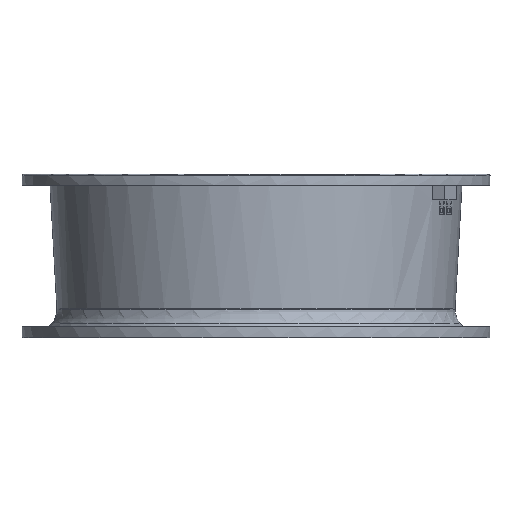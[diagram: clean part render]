
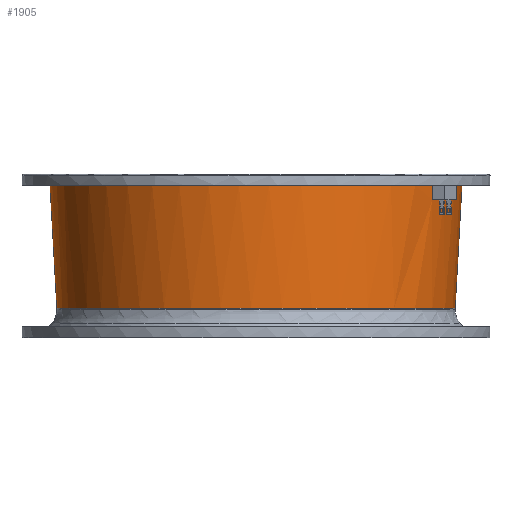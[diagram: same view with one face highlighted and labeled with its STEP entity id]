
A CAD part, front view. The second image highlights one B-rep face of the part: STEP entity #1905.
In plain terms, the highlighted free-form (B-spline) face has degree [1, 3] with [2, 4] control points.
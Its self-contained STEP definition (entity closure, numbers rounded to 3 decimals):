
#218 = ORIENTED_EDGE ( 'NONE', *, *, #1165, .F. ) ;
#312 = CARTESIAN_POINT ( 'NONE',  ( -26.276, -70.548, 107.856 ) ) ;
#541 = VERTEX_POINT ( 'NONE', #8222 ) ;
#588 = CARTESIAN_POINT ( 'NONE',  ( -16.128, -17.381, 49.088 ) ) ;
#756 = EDGE_CURVE ( 'NONE', #3458, #4110, #8193, .T. ) ;
#928 = LINE ( 'NONE', #6117, #2143 ) ;
#1165 = EDGE_CURVE ( 'NONE', #4110, #10866, #4021, .T. ) ;
#1232 = CARTESIAN_POINT ( 'NONE',  ( -22.467, -62.622, 107.856 ) ) ;
#1502 = B_SPLINE_CURVE_WITH_KNOTS ( 'NONE', 3,
 ( #7237, #312, #9792, #1232 ),
 .UNSPECIFIED., .F., .F.,
 ( 4, 4 ),
 ( 0., 1. ),
 .UNSPECIFIED. ) ;
#1514 = EDGE_CURVE ( 'NONE', #7627, #3458, #8900, .T. ) ;
#1905 = ADVANCED_FACE ( 'NONE', ( #9523 ), #5197, .F. ) ;
#2143 = VECTOR ( 'NONE', #6966, 1000. ) ;
#2180 = CARTESIAN_POINT ( 'NONE',  ( -232.309, -17.381, 49.088 ) ) ;
#2534 = CARTESIAN_POINT ( 'NONE',  ( -12.418, -33.087, 115.856 ) ) ;
#2835 =( BOUNDED_CURVE ( )  B_SPLINE_CURVE ( 3, ( #10698, #9015, #3868, #3027 ),
 .UNSPECIFIED., .F., .F. ) 
 B_SPLINE_CURVE_WITH_KNOTS ( ( 4, 4 ),
 ( -2.605, 0. ),
 .UNSPECIFIED. ) 
 CURVE ( )  GEOMETRIC_REPRESENTATION_ITEM ( )  RATIONAL_B_SPLINE_CURVE ( ( 1., 0.51, 0.51, 1. ) ) 
 REPRESENTATION_ITEM ( '' )  );
#2852 = CARTESIAN_POINT ( 'NONE',  ( -232.309, -233.562, 49.088 ) ) ;
#3027 = CARTESIAN_POINT ( 'NONE',  ( -236.018, -17.381, 115.856 ) ) ;
#3317 = ORIENTED_EDGE ( 'NONE', *, *, #6534, .F. ) ;
#3458 = VERTEX_POINT ( 'NONE', #4532 ) ;
#3685 = CARTESIAN_POINT ( 'NONE',  ( -16.128, -17.381, 49.088 ) ) ;
#3723 = ORIENTED_EDGE ( 'NONE', *, *, #1514, .F. ) ;
#3868 = CARTESIAN_POINT ( 'NONE',  ( -236.018, -158.278, 115.856 ) ) ;
#4001 = ORIENTED_EDGE ( 'NONE', *, *, #756, .F. ) ;
#4021 = B_SPLINE_CURVE_WITH_KNOTS ( 'NONE', 1,
 ( #9670, #9572 ),
 .UNSPECIFIED., .F., .F.,
 ( 2, 2 ),
 ( -1., 0. ),
 .UNSPECIFIED. ) ;
#4110 = VERTEX_POINT ( 'NONE', #2180 ) ;
#4295 = CARTESIAN_POINT ( 'NONE',  ( -12.418, -17.381, 115.856 ) ) ;
#4367 = ORIENTED_EDGE ( 'NONE', *, *, #9211, .F. ) ;
#4532 = CARTESIAN_POINT ( 'NONE',  ( -16.128, -17.381, 49.088 ) ) ;
#4571 = CARTESIAN_POINT ( 'NONE',  ( -232.309, -17.381, 49.088 ) ) ;
#4687 = CARTESIAN_POINT ( 'NONE',  ( -22.467, -62.622, 107.856 ) ) ;
#4714 = CARTESIAN_POINT ( 'NONE',  ( -28.528, -74.331, 107.856 ) ) ;
#4783 = LINE ( 'NONE', #6724, #10382 ) ;
#4958 = CARTESIAN_POINT ( 'NONE',  ( -22.061, -62.803, 115.856 ) ) ;
#5197 =( BOUNDED_SURFACE ( )  B_SPLINE_SURFACE ( 1, 3, ( 
 ( #5576, #8132, #5799, #588 ),
 ( #6651, #8503, #7733, #4295 ) ),
 .UNSPECIFIED., .F., .F., .F. ) 
 B_SPLINE_SURFACE_WITH_KNOTS ( ( 2, 2 ),
 ( 4, 4 ),
 ( 0., 1. ),
 ( 0., 1. ),
 .UNSPECIFIED. ) 
 GEOMETRIC_REPRESENTATION_ITEM ( )  RATIONAL_B_SPLINE_SURFACE ( (
 ( 1., 0.333, 0.333, 1.),
 ( 1., 0.333, 0.333, 1.) ) ) 
 REPRESENTATION_ITEM ( '' )  SURFACE ( )  );
#5213 = EDGE_CURVE ( 'NONE', #8926, #7052, #4783, .T. ) ;
#5465 = EDGE_CURVE ( 'NONE', #541, #10866, #2835, .T. ) ;
#5506 = CARTESIAN_POINT ( 'NONE',  ( -16.128, -233.562, 49.088 ) ) ;
#5576 = CARTESIAN_POINT ( 'NONE',  ( -232.309, -17.381, 49.088 ) ) ;
#5745 =( BOUNDED_CURVE ( )  B_SPLINE_CURVE ( 3, ( #10355, #2534, #8590, #11088 ),
 .UNSPECIFIED., .F., .F. ) 
 B_SPLINE_CURVE_WITH_KNOTS ( ( 4, 4 ),
 ( -0.418, 0. ),
 .UNSPECIFIED. ) 
 CURVE ( )  GEOMETRIC_REPRESENTATION_ITEM ( )  RATIONAL_B_SPLINE_CURVE ( ( 1., 0.985, 0.985, 1. ) ) 
 REPRESENTATION_ITEM ( '' )  );
#5799 = CARTESIAN_POINT ( 'NONE',  ( -16.128, -233.562, 49.088 ) ) ;
#6117 = CARTESIAN_POINT ( 'NONE',  ( -28.132, -74.535, 115.856 ) ) ;
#6187 = ORIENTED_EDGE ( 'NONE', *, *, #5213, .T. ) ;
#6389 = CARTESIAN_POINT ( 'NONE',  ( -12.418, -17.381, 115.856 ) ) ;
#6454 = ORIENTED_EDGE ( 'NONE', *, *, #5465, .T. ) ;
#6534 = EDGE_CURVE ( 'NONE', #10238, #7052, #1502, .T. ) ;
#6651 = CARTESIAN_POINT ( 'NONE',  ( -236.018, -17.381, 115.856 ) ) ;
#6724 = CARTESIAN_POINT ( 'NONE',  ( -22.467, -62.622, 107.856 ) ) ;
#6942 = ORIENTED_EDGE ( 'NONE', *, *, #9546, .T. ) ;
#6966 = DIRECTION ( 'NONE',  ( -0.049, 0.025, -0.998 ) ) ;
#7037 = CARTESIAN_POINT ( 'NONE',  ( -12.418, -17.381, 115.856 ) ) ;
#7052 = VERTEX_POINT ( 'NONE', #4687 ) ;
#7220 = CARTESIAN_POINT ( 'NONE',  ( -236.018, -17.381, 115.856 ) ) ;
#7237 = CARTESIAN_POINT ( 'NONE',  ( -28.528, -74.331, 107.856 ) ) ;
#7590 = DIRECTION ( 'NONE',  ( -0.051, 0.023, -0.998 ) ) ;
#7627 = VERTEX_POINT ( 'NONE', #6389 ) ;
#7712 = CARTESIAN_POINT ( 'NONE',  ( -16.128, -17.381, 49.088 ) ) ;
#7733 = CARTESIAN_POINT ( 'NONE',  ( -12.418, -240.981, 115.856 ) ) ;
#8132 = CARTESIAN_POINT ( 'NONE',  ( -232.309, -233.562, 49.088 ) ) ;
#8193 =( BOUNDED_CURVE ( )  B_SPLINE_CURVE ( 3, ( #3685, #5506, #2852, #4571 ),
 .UNSPECIFIED., .F., .F. ) 
 B_SPLINE_CURVE_WITH_KNOTS ( ( 4, 4 ),
 ( 3.142, 6.283 ),
 .UNSPECIFIED. ) 
 CURVE ( )  GEOMETRIC_REPRESENTATION_ITEM ( )  RATIONAL_B_SPLINE_CURVE ( ( 0.996, 0.332, 0.332, 0.996 ) ) 
 REPRESENTATION_ITEM ( '' )  );
#8222 = CARTESIAN_POINT ( 'NONE',  ( -28.132, -74.535, 115.856 ) ) ;
#8390 = EDGE_LOOP ( 'NONE', ( #4001, #3723, #6942, #6187, #3317, #4367, #6454, #218 ) ) ;
#8503 = CARTESIAN_POINT ( 'NONE',  ( -236.018, -240.981, 115.856 ) ) ;
#8590 = CARTESIAN_POINT ( 'NONE',  ( -15.68, -48.451, 115.856 ) ) ;
#8900 = B_SPLINE_CURVE_WITH_KNOTS ( 'NONE', 1,
 ( #7037, #7712 ),
 .UNSPECIFIED., .F., .F.,
 ( 2, 2 ),
 ( -1., 0. ),
 .UNSPECIFIED. ) ;
#8926 = VERTEX_POINT ( 'NONE', #4958 ) ;
#9015 = CARTESIAN_POINT ( 'NONE',  ( -100.161, -195.63, 115.856 ) ) ;
#9211 = EDGE_CURVE ( 'NONE', #541, #10238, #928, .T. ) ;
#9523 = FACE_OUTER_BOUND ( 'NONE', #8390, .T. ) ;
#9546 = EDGE_CURVE ( 'NONE', #7627, #8926, #5745, .T. ) ;
#9572 = CARTESIAN_POINT ( 'NONE',  ( -236.018, -17.381, 115.856 ) ) ;
#9670 = CARTESIAN_POINT ( 'NONE',  ( -232.309, -17.381, 49.088 ) ) ;
#9792 = CARTESIAN_POINT ( 'NONE',  ( -24.256, -66.645, 107.856 ) ) ;
#10238 = VERTEX_POINT ( 'NONE', #4714 ) ;
#10355 = CARTESIAN_POINT ( 'NONE',  ( -12.418, -17.381, 115.856 ) ) ;
#10382 = VECTOR ( 'NONE', #7590, 1000. ) ;
#10698 = CARTESIAN_POINT ( 'NONE',  ( -28.132, -74.535, 115.856 ) ) ;
#10866 = VERTEX_POINT ( 'NONE', #7220 ) ;
#11088 = CARTESIAN_POINT ( 'NONE',  ( -22.061, -62.803, 115.856 ) ) ;
